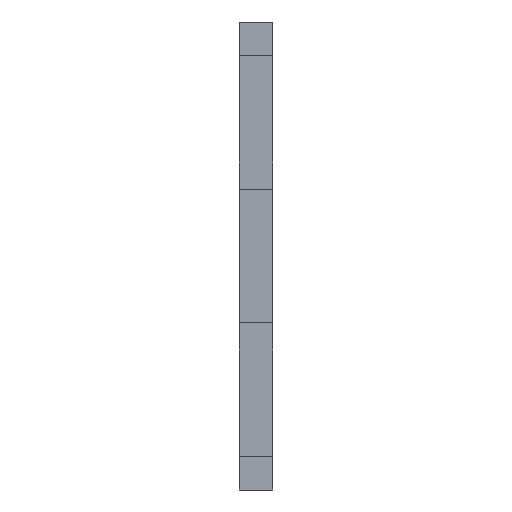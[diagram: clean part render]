
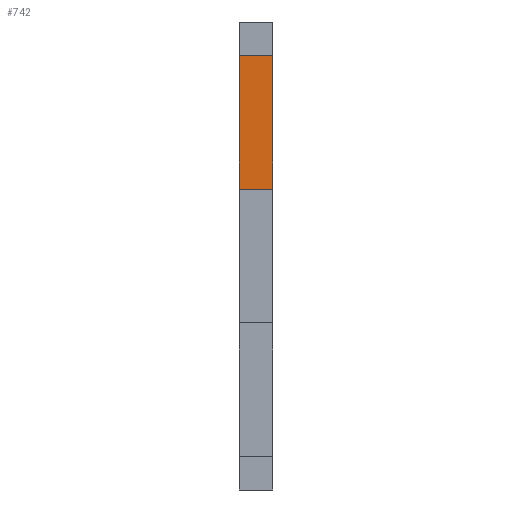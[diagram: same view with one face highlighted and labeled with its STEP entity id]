
A CAD part, left-side view. The second image highlights one B-rep face of the part: STEP entity #742.
In plain terms, the highlighted planar face has unit normal (-1, 0, 0).
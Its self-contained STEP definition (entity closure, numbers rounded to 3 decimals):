
#16=FACE_OUTER_BOUND('',#54,.T.);
#54=EDGE_LOOP('',(#491,#492,#493,#494));
#94=LINE('',#1014,#202);
#95=LINE('',#1017,#203);
#96=LINE('',#1019,#204);
#97=LINE('',#1020,#205);
#202=VECTOR('',#826,3.);
#203=VECTOR('',#829,12.);
#204=VECTOR('',#830,12.);
#205=VECTOR('',#831,3.);
#307=VERTEX_POINT('',#1007);
#310=VERTEX_POINT('',#1012);
#311=VERTEX_POINT('',#1016);
#312=VERTEX_POINT('',#1018);
#382=EDGE_CURVE('',#307,#310,#94,.T.);
#383=EDGE_CURVE('',#311,#307,#95,.T.);
#384=EDGE_CURVE('',#312,#310,#96,.T.);
#385=EDGE_CURVE('',#311,#312,#97,.T.);
#491=ORIENTED_EDGE('',*,*,#383,.T.);
#492=ORIENTED_EDGE('',*,*,#382,.T.);
#493=ORIENTED_EDGE('',*,*,#384,.F.);
#494=ORIENTED_EDGE('',*,*,#385,.F.);
#704=PLANE('',#782);
#742=ADVANCED_FACE('',(#16),#704,.T.);
#782=AXIS2_PLACEMENT_3D('',#1015,#827,#828);
#826=DIRECTION('',(0.,1.,0.));
#827=DIRECTION('center_axis',(-1.,0.,0.));
#828=DIRECTION('ref_axis',(0.,0.,1.));
#829=DIRECTION('',(0.,0.,1.));
#830=DIRECTION('',(0.,0.,1.));
#831=DIRECTION('',(0.,1.,0.));
#1007=CARTESIAN_POINT('',(-147.218,0.,0.));
#1012=CARTESIAN_POINT('',(-147.218,3.,0.));
#1014=CARTESIAN_POINT('',(-147.218,0.,0.));
#1015=CARTESIAN_POINT('Origin',(-147.218,0.,-12.));
#1016=CARTESIAN_POINT('',(-147.218,0.,-12.));
#1017=CARTESIAN_POINT('',(-147.218,0.,-12.));
#1018=CARTESIAN_POINT('',(-147.218,3.,-12.));
#1019=CARTESIAN_POINT('',(-147.218,3.,-12.));
#1020=CARTESIAN_POINT('',(-147.218,0.,-12.));
